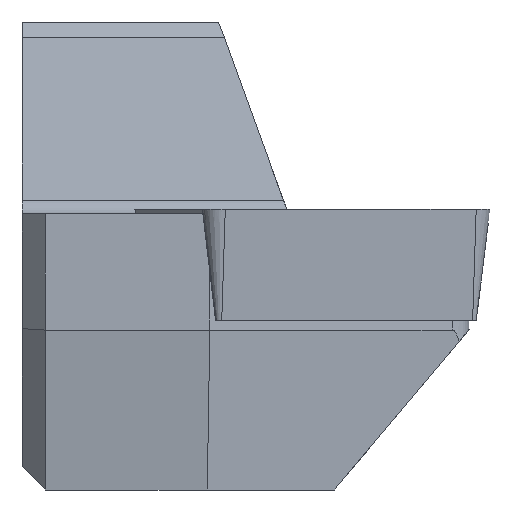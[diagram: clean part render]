
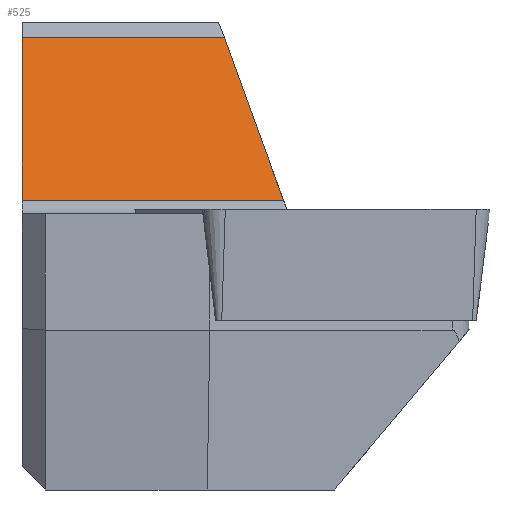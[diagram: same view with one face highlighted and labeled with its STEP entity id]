
A CAD part, left-side view. The second image highlights one B-rep face of the part: STEP entity #525.
In plain terms, the highlighted planar face has unit normal (-0.966, 0, 0.259).
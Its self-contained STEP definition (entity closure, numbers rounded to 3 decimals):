
#24 = EDGE_LOOP ( 'NONE', ( #1548, #532, #1204, #3016 ) ) ;
#57 = VERTEX_POINT ( 'NONE', #3454 ) ;
#96 = VERTEX_POINT ( 'NONE', #797 ) ;
#198 = DIRECTION ( 'NONE',  ( 0., -1., 0. ) ) ;
#493 = EDGE_CURVE ( 'NONE', #96, #3919, #639, .T. ) ;
#525 = ADVANCED_FACE ( 'NONE', ( #816 ), #863, .F. ) ;
#532 = ORIENTED_EDGE ( 'NONE', *, *, #3981, .T. ) ;
#639 = LINE ( 'NONE', #4013, #4345 ) ;
#797 = CARTESIAN_POINT ( 'NONE',  ( 22.159, -11.169, 0.393 ) ) ;
#816 = FACE_OUTER_BOUND ( 'NONE', #24, .T. ) ;
#845 = LINE ( 'NONE', #2004, #4425 ) ;
#863 = PLANE ( 'NONE',  #4160 ) ;
#928 = EDGE_CURVE ( 'NONE', #57, #96, #845, .T. ) ;
#1086 = CARTESIAN_POINT ( 'NONE',  ( 24.014, -8.649, 7.317 ) ) ;
#1095 = VERTEX_POINT ( 'NONE', #4005 ) ;
#1204 = ORIENTED_EDGE ( 'NONE', *, *, #2594, .T. ) ;
#1345 = DIRECTION ( 'NONE',  ( 0.966, 0., -0.259 ) ) ;
#1548 = ORIENTED_EDGE ( 'NONE', *, *, #493, .T. ) ;
#1738 = DIRECTION ( 'NONE',  ( 0., 1., 0. ) ) ;
#2004 = CARTESIAN_POINT ( 'NONE',  ( 22.159, -11.385, 0.393 ) ) ;
#2214 = DIRECTION ( 'NONE',  ( -0.259, 0., -0.966 ) ) ;
#2228 = LINE ( 'NONE', #2892, #3503 ) ;
#2436 = CARTESIAN_POINT ( 'NONE',  ( 22., -21., -0.2 ) ) ;
#2594 = EDGE_CURVE ( 'NONE', #1095, #57, #2228, .T. ) ;
#2892 = CARTESIAN_POINT ( 'NONE',  ( 25.926, 0., 14.451 ) ) ;
#3016 = ORIENTED_EDGE ( 'NONE', *, *, #928, .T. ) ;
#3307 = DIRECTION ( 'NONE',  ( 0.244, 0.332, 0.911 ) ) ;
#3454 = CARTESIAN_POINT ( 'NONE',  ( 22.159, 0., 0.393 ) ) ;
#3469 = DIRECTION ( 'NONE',  ( -0.259, 0., -0.966 ) ) ;
#3503 = VECTOR ( 'NONE', #2214, 1000. ) ;
#3525 = CARTESIAN_POINT ( 'NONE',  ( 24.014, -21., 7.317 ) ) ;
#3919 = VERTEX_POINT ( 'NONE', #1086 ) ;
#3950 = LINE ( 'NONE', #3525, #4493 ) ;
#3981 = EDGE_CURVE ( 'NONE', #3919, #1095, #3950, .T. ) ;
#4005 = CARTESIAN_POINT ( 'NONE',  ( 24.014, 0., 7.317 ) ) ;
#4013 = CARTESIAN_POINT ( 'NONE',  ( 24.03, -8.627, 7.378 ) ) ;
#4160 = AXIS2_PLACEMENT_3D ( 'NONE', #2436, #1345, #3469 ) ;
#4345 = VECTOR ( 'NONE', #3307, 1000. ) ;
#4425 = VECTOR ( 'NONE', #198, 1000. ) ;
#4493 = VECTOR ( 'NONE', #1738, 1000. ) ;
